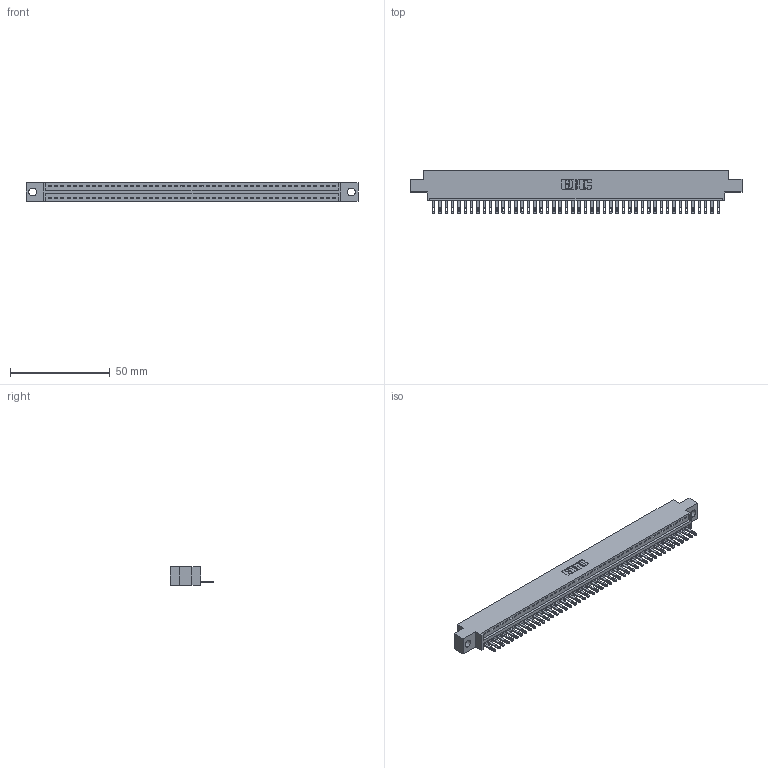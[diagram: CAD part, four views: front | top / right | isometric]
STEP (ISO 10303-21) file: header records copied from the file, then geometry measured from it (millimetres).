
FILE_DESCRIPTION (( 'STEP AP203' ), '1' );
FILE_NAME ('346-046-500-604.STEP', '2022-05-09T19:27:50', ( '' ), ( '' ), 'SwSTEP 2.0', 'SolidWorks 2020', '' );
FILE_SCHEMA (( 'CONFIG_CONTROL_DESIGN' ));
Length unit declared in the file: inch
Products named in the file (3): 346 Part_0.170 Offset - 0.156 Dia-TH; 345-292-001_345-293-100; 346-046-500-604
Assembly tree (47 placements, depth 2):
  346-046-500-604
    346 Part_0.170 Offset - 0.156 Dia-TH
    345-292-001_345-293-100  x46
Bounding box: 166.62 x 21.84 x 9.4 mm (x, y, z)
Volume: 15745.1 mm3; surface area: 19827.3 mm2
Topology: 47 solids, 47 shells, 2624 faces, 8105 edges, 5402 vertices
Faces by surface type: plane 1658, cylinder 966
Entity records: 28491 total; most frequent: CARTESIAN_POINT 4892, ORIENTED_EDGE 4870, DIRECTION 4311, EDGE_CURVE 2435, VECTOR 2115, LINE 2115, VERTEX_POINT 1622, AXIS2_PLACEMENT_3D 1098
